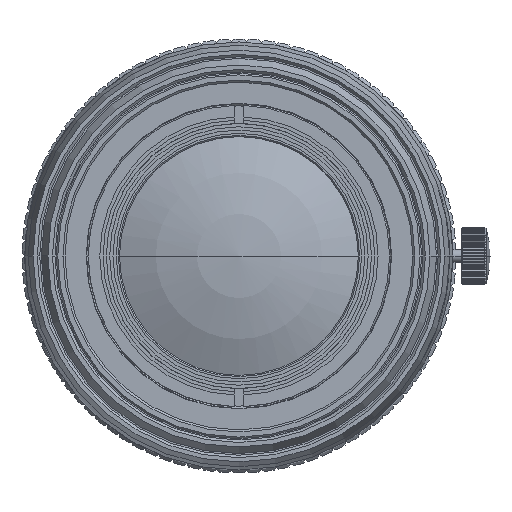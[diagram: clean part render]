
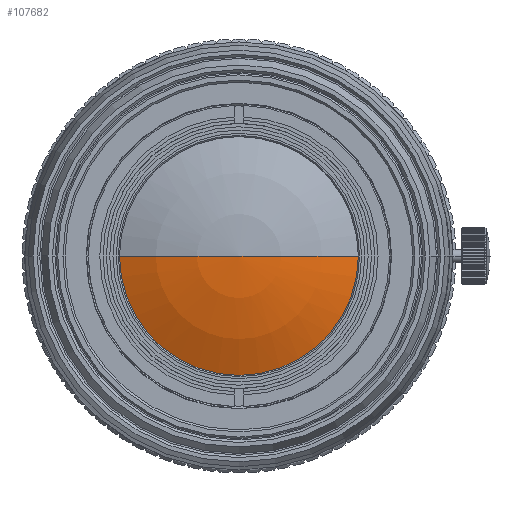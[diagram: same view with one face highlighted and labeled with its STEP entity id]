
A CAD part, left-side view. The second image highlights one B-rep face of the part: STEP entity #107682.
In plain terms, the highlighted spherical face has radius 36.88 mm.
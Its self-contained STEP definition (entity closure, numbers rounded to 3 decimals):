
#107682 = ADVANCED_FACE('',(#107683),#107712,.T.);
#107683 = FACE_BOUND('',#107684,.T.);
#107684 = EDGE_LOOP('',(#107685,#107696,#107705));
#107685 = ORIENTED_EDGE('',*,*,#107686,.T.);
#107686 = EDGE_CURVE('',#107687,#107689,#107691,.T.);
#107687 = VERTEX_POINT('',#107688);
#107688 = CARTESIAN_POINT('',(-42.157,-14.9,0.));
#107689 = VERTEX_POINT('',#107690);
#107690 = CARTESIAN_POINT('',(-45.301,0.,0.));
#107691 = CIRCLE('',#107692,36.88);
#107692 = AXIS2_PLACEMENT_3D('',#107693,#107694,#107695);
#107693 = CARTESIAN_POINT('',(-8.421,0.,0.));
#107694 = DIRECTION('',(0.,0.,-1.));
#107695 = DIRECTION('',(-0.915,-0.404,-0.));
#107696 = ORIENTED_EDGE('',*,*,#107697,.T.);
#107697 = EDGE_CURVE('',#107689,#107698,#107700,.T.);
#107698 = VERTEX_POINT('',#107699);
#107699 = CARTESIAN_POINT('',(-42.157,14.9,0.));
#107700 = CIRCLE('',#107701,36.88);
#107701 = AXIS2_PLACEMENT_3D('',#107702,#107703,#107704);
#107702 = CARTESIAN_POINT('',(-8.421,0.,0.));
#107703 = DIRECTION('',(0.,0.,-1.));
#107704 = DIRECTION('',(-1.,0.,0.));
#107705 = ORIENTED_EDGE('',*,*,#107706,.T.);
#107706 = EDGE_CURVE('',#107698,#107687,#107707,.T.);
#107707 = CIRCLE('',#107708,14.9);
#107708 = AXIS2_PLACEMENT_3D('',#107709,#107710,#107711);
#107709 = CARTESIAN_POINT('',(-42.157,0.,0.));
#107710 = DIRECTION('',(-1.,0.,0.));
#107711 = DIRECTION('',(0.,1.,0.));
#107712 = SPHERICAL_SURFACE('',#107713,36.88);
#107713 = AXIS2_PLACEMENT_3D('',#107714,#107715,#107716);
#107714 = CARTESIAN_POINT('',(-8.421,0.,0.));
#107715 = DIRECTION('',(1.,0.,0.));
#107716 = DIRECTION('',(-0.,1.,0.));
